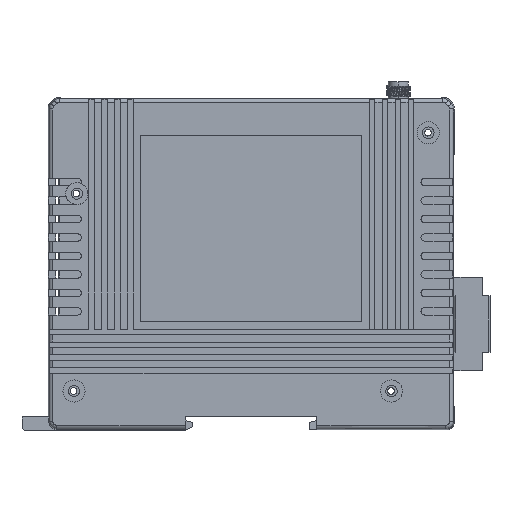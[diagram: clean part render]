
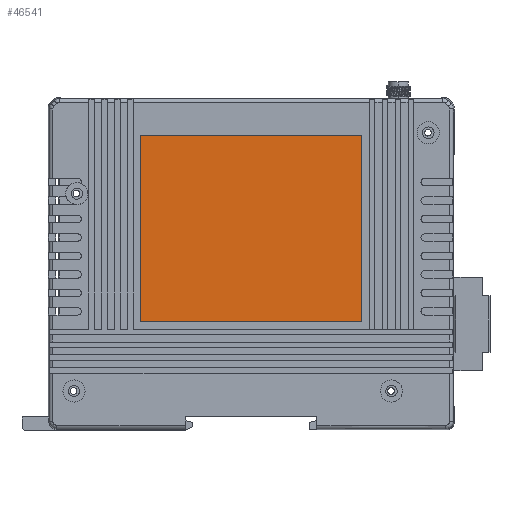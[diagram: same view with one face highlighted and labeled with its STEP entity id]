
A CAD part, front view. The second image highlights one B-rep face of the part: STEP entity #46541.
In plain terms, the highlighted planar face has unit normal (0, -1, 0).
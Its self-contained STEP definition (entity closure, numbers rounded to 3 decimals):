
#1299 = VECTOR ( 'NONE', #1708, 1000. ) ;
#1708 = DIRECTION ( 'NONE',  ( -1., 0., 0. ) ) ;
#4547 = VERTEX_POINT ( 'NONE', #32411 ) ;
#5536 = DIRECTION ( 'NONE',  ( 0., 0., -1. ) ) ;
#5914 = DIRECTION ( 'NONE',  ( 0., 0., -1. ) ) ;
#6561 = CARTESIAN_POINT ( 'NONE',  ( -29.392, -49.294, -70.429 ) ) ;
#8106 = ORIENTED_EDGE ( 'NONE', *, *, #22001, .T. ) ;
#10786 = CARTESIAN_POINT ( 'NONE',  ( -89.392, -49.294, -19.971 ) ) ;
#12164 = EDGE_LOOP ( 'NONE', ( #38288, #8106, #49937, #41398 ) ) ;
#12932 = VECTOR ( 'NONE', #38576, 1000. ) ;
#14507 = CARTESIAN_POINT ( 'NONE',  ( -29.392, -49.294, -70.429 ) ) ;
#17870 = VECTOR ( 'NONE', #5914, 1000. ) ;
#18560 = PLANE ( 'NONE',  #33268 ) ;
#19461 = VERTEX_POINT ( 'NONE', #6561 ) ;
#22001 = EDGE_CURVE ( 'NONE', #34446, #4547, #41392, .T. ) ;
#23454 = DIRECTION ( 'NONE',  ( 0., -1., 0. ) ) ;
#23630 = EDGE_CURVE ( 'NONE', #34446, #19461, #27430, .T. ) ;
#24785 = CARTESIAN_POINT ( 'NONE',  ( -29.392, -49.294, -19.971 ) ) ;
#27430 = LINE ( 'NONE', #24785, #51679 ) ;
#29780 = EDGE_CURVE ( 'NONE', #4547, #44340, #43584, .T. ) ;
#32411 = CARTESIAN_POINT ( 'NONE',  ( -89.392, -49.294, -19.971 ) ) ;
#33268 = AXIS2_PLACEMENT_3D ( 'NONE', #52443, #23454, #57319 ) ;
#34446 = VERTEX_POINT ( 'NONE', #61233 ) ;
#35092 = CARTESIAN_POINT ( 'NONE',  ( -29.392, -49.294, -19.971 ) ) ;
#38288 = ORIENTED_EDGE ( 'NONE', *, *, #23630, .F. ) ;
#38576 = DIRECTION ( 'NONE',  ( -1., 0., 0. ) ) ;
#41392 = LINE ( 'NONE', #35092, #1299 ) ;
#41398 = ORIENTED_EDGE ( 'NONE', *, *, #43840, .F. ) ;
#42966 = CARTESIAN_POINT ( 'NONE',  ( -89.392, -49.294, -70.429 ) ) ;
#43584 = LINE ( 'NONE', #10786, #17870 ) ;
#43840 = EDGE_CURVE ( 'NONE', #19461, #44340, #51566, .T. ) ;
#44340 = VERTEX_POINT ( 'NONE', #42966 ) ;
#46541 = ADVANCED_FACE ( 'NONE', ( #60225 ), #18560, .T. ) ;
#49937 = ORIENTED_EDGE ( 'NONE', *, *, #29780, .T. ) ;
#51566 = LINE ( 'NONE', #14507, #12932 ) ;
#51679 = VECTOR ( 'NONE', #5536, 1000. ) ;
#52443 = CARTESIAN_POINT ( 'NONE',  ( -29.392, -49.294, -70.429 ) ) ;
#57319 = DIRECTION ( 'NONE',  ( 0., 0., 1. ) ) ;
#60225 = FACE_OUTER_BOUND ( 'NONE', #12164, .T. ) ;
#61233 = CARTESIAN_POINT ( 'NONE',  ( -29.392, -49.294, -19.971 ) ) ;
